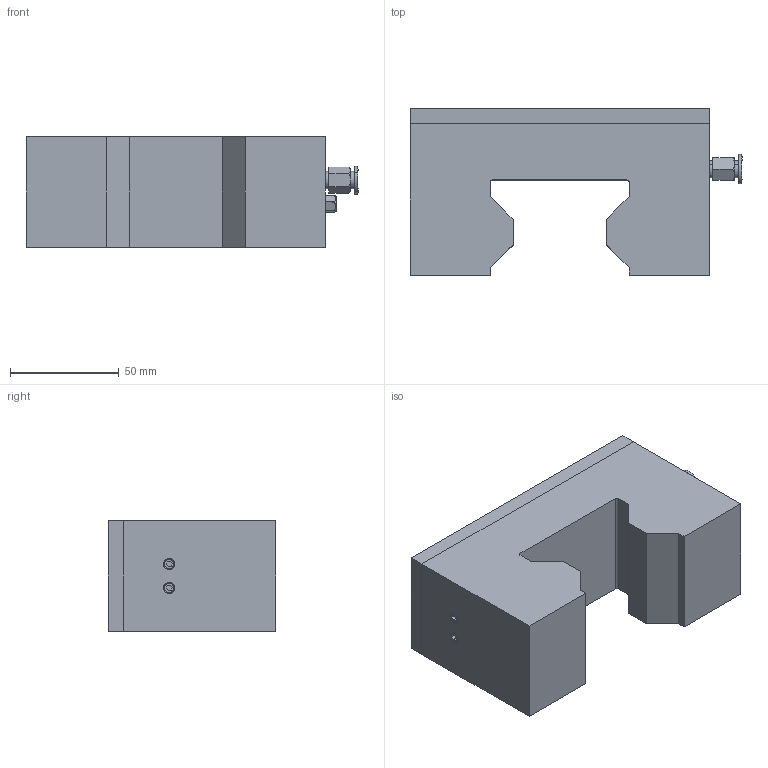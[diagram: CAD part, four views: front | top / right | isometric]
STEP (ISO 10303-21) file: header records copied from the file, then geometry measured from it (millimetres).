
FILE_DESCRIPTION (( 'STEP AP214' ), '1' );
FILE_NAME ('CP65R.STEP', '2017-01-21T03:17:50', ( 'Sky123.Org' ), ( 'Sky123.Org' ), 'SwSTEP 2.0', 'SolidWorks 2012', '' );
FILE_SCHEMA (( 'AUTOMOTIVE_DESIGN' ));
Length unit declared in the file: millimetre
Products named in the file (1): CP65R
Bounding box: 153 x 77 x 51 mm (x, y, z)
Volume: 415541.4 mm3; surface area: 62530.8 mm2
Topology: 6 solids, 6 shells, 164 faces, 376 edges, 234 vertices
Faces by surface type: plane 76, cylinder 44, cone 32, torus 10, bspline 2
Entity records: 6715 total; most frequent: CARTESIAN_POINT 1109, DIRECTION 788, ORIENTED_EDGE 736, EDGE_CURVE 368, AXIS2_PLACEMENT_3D 289, VERTEX_POINT 234, LINE 210, VECTOR 210
